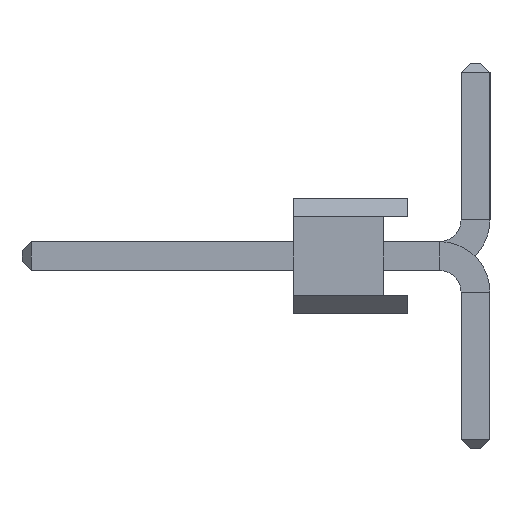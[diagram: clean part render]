
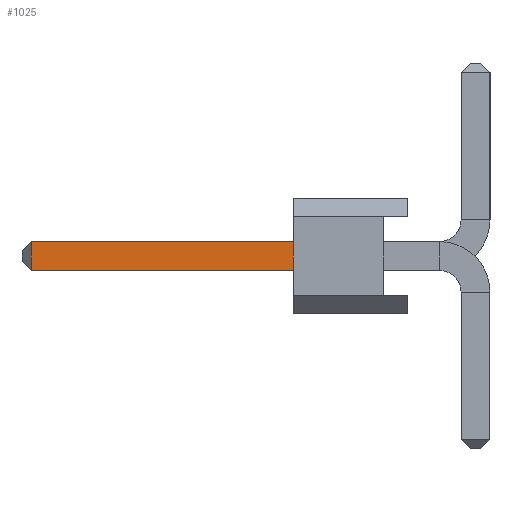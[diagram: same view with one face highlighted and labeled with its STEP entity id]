
A CAD part, left-side view. The second image highlights one B-rep face of the part: STEP entity #1025.
In plain terms, the highlighted planar face has unit normal (-1, 0, 0).
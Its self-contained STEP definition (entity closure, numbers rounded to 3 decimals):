
#78 = ORIENTED_EDGE ( 'NONE', *, *, #521, .T. ) ;
#144 = LINE ( 'NONE', #1463, #1911 ) ;
#240 = LINE ( 'NONE', #1760, #699 ) ;
#315 = EDGE_LOOP ( 'NONE', ( #1880, #78, #590, #893 ) ) ;
#450 = VERTEX_POINT ( 'NONE', #1749 ) ;
#499 = PLANE ( 'NONE',  #938 ) ;
#506 = DIRECTION ( 'NONE',  ( 0., 0., -1. ) ) ;
#521 = EDGE_CURVE ( 'NONE', #643, #783, #240, .T. ) ;
#590 = ORIENTED_EDGE ( 'NONE', *, *, #1792, .F. ) ;
#592 = CARTESIAN_POINT ( 'NONE',  ( -0.32, 8.34, -0.32 ) ) ;
#643 = VERTEX_POINT ( 'NONE', #1633 ) ;
#675 = EDGE_CURVE ( 'NONE', #1003, #643, #144, .T. ) ;
#697 = FACE_OUTER_BOUND ( 'NONE', #315, .T. ) ;
#699 = VECTOR ( 'NONE', #861, 1000. ) ;
#734 = LINE ( 'NONE', #1058, #1739 ) ;
#778 = DIRECTION ( 'NONE',  ( 0., 1., 0. ) ) ;
#781 = DIRECTION ( 'NONE',  ( -1., 0., 0. ) ) ;
#783 = VERTEX_POINT ( 'NONE', #592 ) ;
#791 = CARTESIAN_POINT ( 'NONE',  ( -0.32, 2.54, 0.32 ) ) ;
#861 = DIRECTION ( 'NONE',  ( 0., 0., -1. ) ) ;
#893 = ORIENTED_EDGE ( 'NONE', *, *, #1081, .F. ) ;
#938 = AXIS2_PLACEMENT_3D ( 'NONE', #1674, #781, #1825 ) ;
#968 = CARTESIAN_POINT ( 'NONE',  ( -0.32, 2.54, 0. ) ) ;
#1003 = VERTEX_POINT ( 'NONE', #791 ) ;
#1025 = ADVANCED_FACE ( 'NONE', ( #697 ), #499, .T. ) ;
#1056 = DIRECTION ( 'NONE',  ( 0., 1., 0. ) ) ;
#1058 = CARTESIAN_POINT ( 'NONE',  ( -0.32, -0.7, -0.32 ) ) ;
#1081 = EDGE_CURVE ( 'NONE', #1003, #450, #1285, .T. ) ;
#1285 = LINE ( 'NONE', #968, #1768 ) ;
#1463 = CARTESIAN_POINT ( 'NONE',  ( -0.32, -0.7, 0.32 ) ) ;
#1633 = CARTESIAN_POINT ( 'NONE',  ( -0.32, 8.34, 0.32 ) ) ;
#1674 = CARTESIAN_POINT ( 'NONE',  ( -0.32, -0.7, -0.32 ) ) ;
#1739 = VECTOR ( 'NONE', #778, 1000. ) ;
#1749 = CARTESIAN_POINT ( 'NONE',  ( -0.32, 2.54, -0.32 ) ) ;
#1760 = CARTESIAN_POINT ( 'NONE',  ( -0.32, 8.34, -0.32 ) ) ;
#1768 = VECTOR ( 'NONE', #506, 1000. ) ;
#1792 = EDGE_CURVE ( 'NONE', #450, #783, #734, .T. ) ;
#1825 = DIRECTION ( 'NONE',  ( 0., 0., 1. ) ) ;
#1880 = ORIENTED_EDGE ( 'NONE', *, *, #675, .T. ) ;
#1911 = VECTOR ( 'NONE', #1056, 1000. ) ;
